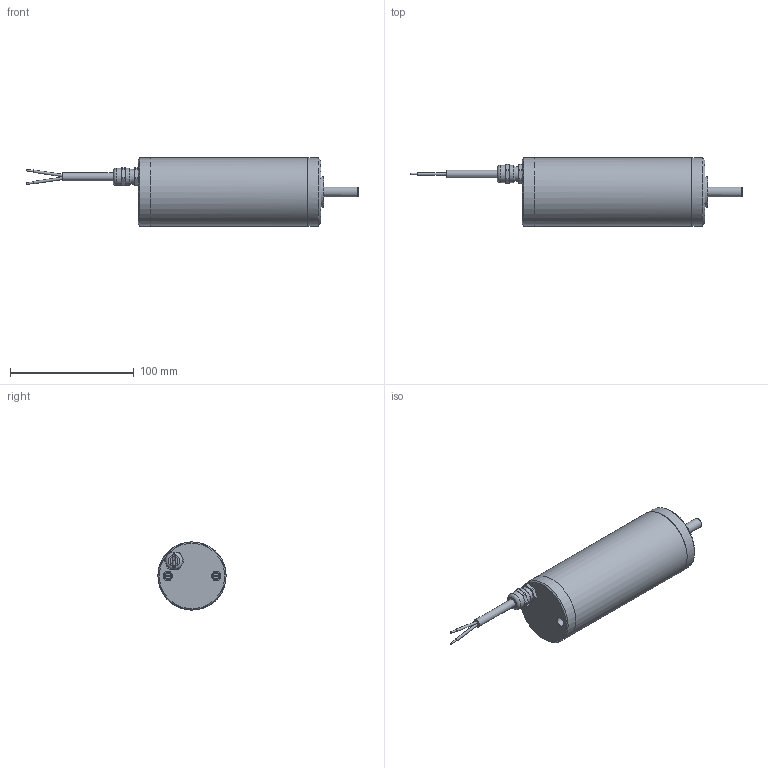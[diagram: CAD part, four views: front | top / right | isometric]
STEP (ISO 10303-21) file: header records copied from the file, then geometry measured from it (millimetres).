
FILE_DESCRIPTION (( 'STEP AP203' ), '1' );
FILE_NAME ('VGM 3175.STEP', '2019-11-21T12:28:52', ( '' ), ( '' ), 'SwSTEP 2.0', 'SolidWorks 2019', '' );
FILE_SCHEMA (( 'CONFIG_CONTROL_DESIGN' ));
Length unit declared in the file: millimetre
Products named in the file (1): VGM 3175
Bounding box: 268.38 x 55 x 55 mm (x, y, z)
Volume: 356086 mm3; surface area: 33838.7 mm2
Topology: 1 solids, 1 shells, 94 faces, 210 edges, 138 vertices
Faces by surface type: plane 48, cylinder 34, cone 7, torus 5
Full cylindrical faces by diameter (mm): 1.3 x2, 2 x2, 3.3 x4, 5.5 x2, 6.4 x1, 7.5 x2, 8 x1, 12 x1, 13.6 x1, 14 x2, 25 x1, 54.994 x1, 55 x1
Entity records: 2528 total; most frequent: CARTESIAN_POINT 498, DIRECTION 425, ORIENTED_EDGE 340, AXIS2_PLACEMENT_3D 180, EDGE_CURVE 170, EDGE_LOOP 143, VERTEX_POINT 127, FACE_OUTER_BOUND 116
